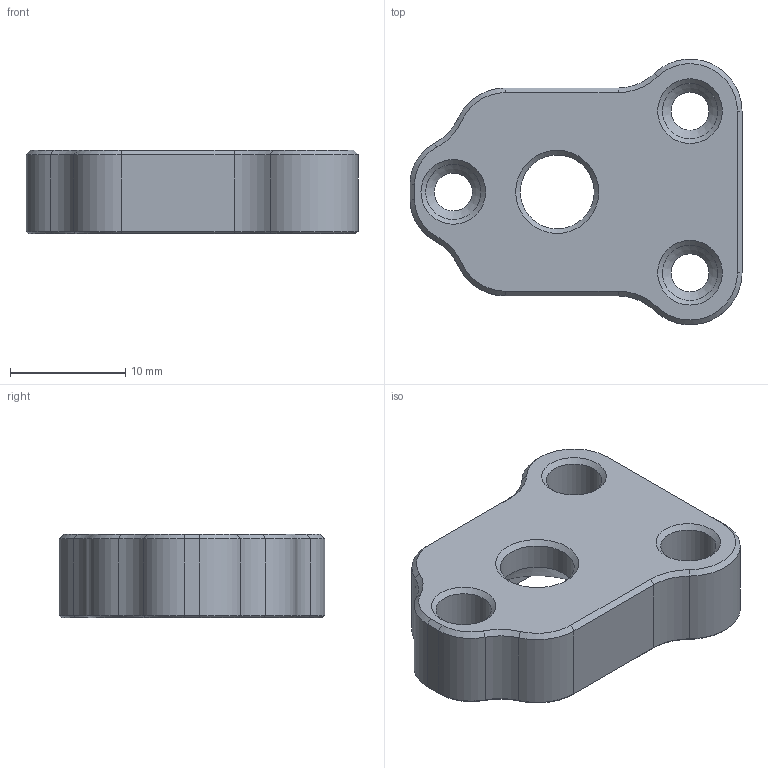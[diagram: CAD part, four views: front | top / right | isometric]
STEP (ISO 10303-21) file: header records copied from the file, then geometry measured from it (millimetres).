
FILE_DESCRIPTION(/* description */ ('STEP AP242','CAx-IF Rec.Pracs.---Representation and Presentation of Product Manufacturing Information (PMI)---4.0---2014-10-13','CAx-IF Rec.Pracs.---3D Tessellated Geometry---0.4---2014-09-14','2;1'),/* implementation_level */ '2;1');
FILE_NAME(/* name */ '64f72140d270a43a5bd611f4',/* time_stamp */ '2023-09-05T12:38:25Z',/* author */ (''),/* organization */ (''),/* preprocessor_version */ 'ST-DEVELOPER v19.4',/* originating_system */ ' ',/* authorisation */ ' ');
FILE_SCHEMA (('AP242_MANAGED_MODEL_BASED_3D_ENGINEERING_MIM_LF { 1 0 10303 442 1 1 4 }'));
Length unit declared in the file: metre
Products named in the file (1): Part 1
Bounding box: 28.75 x 22.98 x 7.25 mm (x, y, z)
Volume: 2528.4 mm3; surface area: 1912.1 mm2
Topology: 1 solids, 1 shells, 157 faces, 372 edges, 212 vertices
Faces by surface type: cylinder 53, cone 50, plane 44, torus 6, sphere 4
Full cylindrical faces by diameter (mm): 3.3 x3, 4.8 x3, 6.4 x1
Entity records: 4332 total; most frequent: DIRECTION 804, CARTESIAN_POINT 744, ORIENTED_EDGE 690, EDGE_CURVE 345, AXIS2_PLACEMENT_3D 311, VERTEX_POINT 207, LINE 182, VECTOR 182
